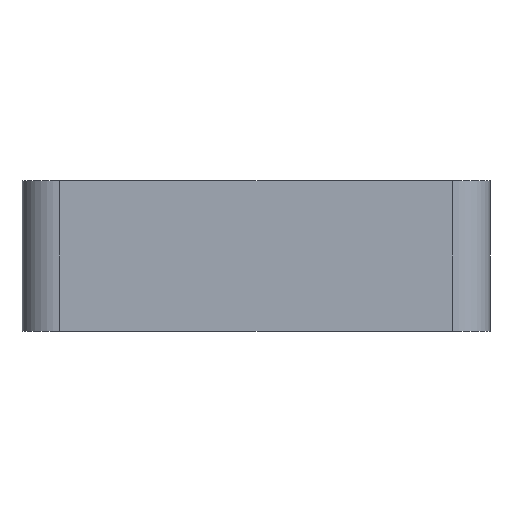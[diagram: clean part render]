
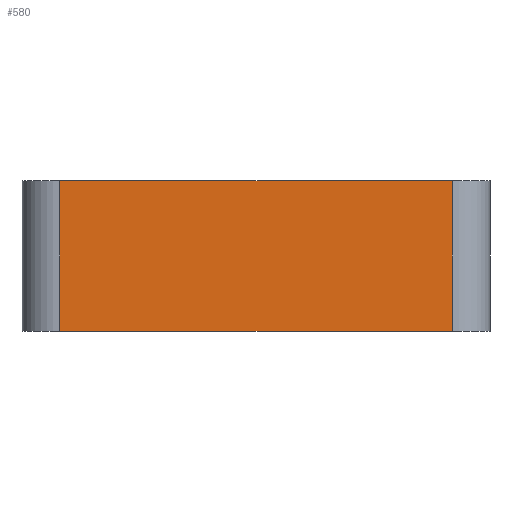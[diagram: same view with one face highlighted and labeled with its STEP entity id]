
A CAD part, left-side view. The second image highlights one B-rep face of the part: STEP entity #580.
In plain terms, the highlighted planar face has unit normal (-1, 0, 0).
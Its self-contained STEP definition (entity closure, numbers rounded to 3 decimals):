
#17=PLANE($,#628);
#40=FACE_OUTER_BOUND($,#71,.T.);
#71=EDGE_LOOP($,(#424,#425,#426,#427));
#110=LINE($,#913,#167);
#111=LINE($,#917,#168);
#112=LINE($,#919,#169);
#113=LINE($,#920,#170);
#167=VECTOR($,#733,10.);
#168=VECTOR($,#738,26.);
#169=VECTOR($,#739,10.);
#170=VECTOR($,#740,26.);
#257=VERTEX_POINT($,#910);
#258=VERTEX_POINT($,#912);
#259=VERTEX_POINT($,#916);
#260=VERTEX_POINT($,#918);
#325=EDGE_CURVE($,#258,#257,#110,.T.);
#327=EDGE_CURVE($,#257,#259,#111,.T.);
#328=EDGE_CURVE($,#260,#259,#112,.T.);
#329=EDGE_CURVE($,#258,#260,#113,.T.);
#424=ORIENTED_EDGE($,*,*,#327,.T.);
#425=ORIENTED_EDGE($,*,*,#328,.F.);
#426=ORIENTED_EDGE($,*,*,#329,.F.);
#427=ORIENTED_EDGE($,*,*,#325,.T.);
#580=ADVANCED_FACE($,(#40),#17,.T.);
#628=AXIS2_PLACEMENT_3D($,#915,#736,#737);
#733=DIRECTION($,(0.,0.,1.));
#736=DIRECTION('center_axis',(-1.,0.,0.));
#737=DIRECTION('ref_axis',(0.,0.,1.));
#738=DIRECTION($,(0.,1.,0.));
#739=DIRECTION($,(0.,0.,1.));
#740=DIRECTION($,(0.,1.,0.));
#910=CARTESIAN_POINT('',(0.,2.5,10.));
#912=CARTESIAN_POINT('',(0.,2.5,0.));
#913=CARTESIAN_POINT($,(0.,2.5,0.));
#915=CARTESIAN_POINT('Origin',(0.,2.5,0.));
#916=CARTESIAN_POINT('',(0.,28.5,10.));
#917=CARTESIAN_POINT($,(0.,9.,10.));
#918=CARTESIAN_POINT('',(0.,28.5,0.));
#919=CARTESIAN_POINT($,(0.,28.5,0.));
#920=CARTESIAN_POINT($,(0.,9.,0.));
